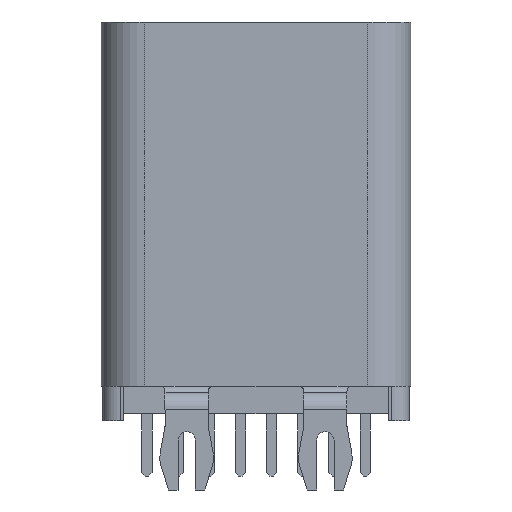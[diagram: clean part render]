
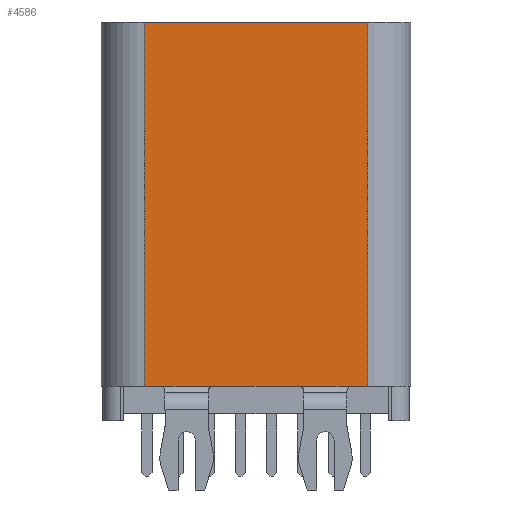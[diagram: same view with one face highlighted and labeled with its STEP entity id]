
A CAD part, front view. The second image highlights one B-rep face of the part: STEP entity #4586.
In plain terms, the highlighted planar face has unit normal (0, -1, 0).
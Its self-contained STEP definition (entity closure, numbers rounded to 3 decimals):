
#304=FACE_OUTER_BOUND('',#568,.T.);
#568=EDGE_LOOP('',(#3219,#3220,#3221,#3222,#3223,#3224,#3225,#3226));
#820=LINE('',#6640,#1362);
#825=LINE('',#6654,#1367);
#830=LINE('',#6668,#1372);
#873=LINE('',#6836,#1415);
#879=LINE('',#6851,#1421);
#885=LINE('',#6864,#1427);
#886=LINE('',#6865,#1428);
#887=LINE('',#6866,#1429);
#1362=VECTOR('',#5313,10.);
#1367=VECTOR('',#5324,10.);
#1372=VECTOR('',#5335,10.);
#1415=VECTOR('',#5456,10.);
#1421=VECTOR('',#5474,10.);
#1427=VECTOR('',#5488,10.);
#1428=VECTOR('',#5489,10.);
#1429=VECTOR('',#5490,10.);
#1903=VERTEX_POINT('',#6637);
#1904=VERTEX_POINT('',#6639);
#1909=VERTEX_POINT('',#6651);
#1910=VERTEX_POINT('',#6653);
#1915=VERTEX_POINT('',#6665);
#1916=VERTEX_POINT('',#6667);
#1961=VERTEX_POINT('',#6849);
#1964=VERTEX_POINT('',#6863);
#2356=EDGE_CURVE('',#1903,#1904,#820,.F.);
#2363=EDGE_CURVE('',#1909,#1910,#825,.F.);
#2370=EDGE_CURVE('',#1915,#1916,#830,.F.);
#2435=EDGE_CURVE('',#1910,#1903,#873,.F.);
#2442=EDGE_CURVE('',#1904,#1961,#879,.T.);
#2449=EDGE_CURVE('',#1964,#1915,#885,.T.);
#2450=EDGE_CURVE('',#1961,#1964,#886,.T.);
#2451=EDGE_CURVE('',#1909,#1916,#887,.F.);
#3219=ORIENTED_EDGE('',*,*,#2449,.F.);
#3220=ORIENTED_EDGE('',*,*,#2450,.F.);
#3221=ORIENTED_EDGE('',*,*,#2442,.F.);
#3222=ORIENTED_EDGE('',*,*,#2356,.F.);
#3223=ORIENTED_EDGE('',*,*,#2435,.F.);
#3224=ORIENTED_EDGE('',*,*,#2363,.F.);
#3225=ORIENTED_EDGE('',*,*,#2451,.T.);
#3226=ORIENTED_EDGE('',*,*,#2370,.F.);
#4373=PLANE('',#4934);
#4586=ADVANCED_FACE('',(#304),#4373,.T.);
#4934=AXIS2_PLACEMENT_3D('',#6862,#5486,#5487);
#5313=DIRECTION('',(1.,0.,0.));
#5324=DIRECTION('',(1.,0.,0.));
#5335=DIRECTION('',(1.,0.,0.));
#5456=DIRECTION('',(1.,0.,0.));
#5474=DIRECTION('',(0.,0.,1.));
#5486=DIRECTION('center_axis',(0.,-1.,0.));
#5487=DIRECTION('ref_axis',(1.,0.,0.));
#5488=DIRECTION('',(0.,0.,-1.));
#5489=DIRECTION('',(1.,0.,0.));
#5490=DIRECTION('',(-1.,0.,0.));
#6637=CARTESIAN_POINT('',(-2.775,-1.58,1.));
#6639=CARTESIAN_POINT('',(-3.22,-1.58,1.));
#6640=CARTESIAN_POINT('',(-2.235,-1.58,1.));
#6651=CARTESIAN_POINT('',(1.225,-1.58,1.));
#6653=CARTESIAN_POINT('',(-1.225,-1.58,1.));
#6654=CARTESIAN_POINT('',(-2.235,-1.58,1.));
#6665=CARTESIAN_POINT('',(3.22,-1.58,1.));
#6667=CARTESIAN_POINT('',(2.775,-1.58,1.));
#6668=CARTESIAN_POINT('',(-2.235,-1.58,1.));
#6836=CARTESIAN_POINT('',(-2.235,-1.58,1.));
#6849=CARTESIAN_POINT('',(-3.22,-1.58,11.5));
#6851=CARTESIAN_POINT('',(-3.22,-1.58,0.));
#6862=CARTESIAN_POINT('Origin',(-4.47,-1.58,0.));
#6863=CARTESIAN_POINT('',(3.22,-1.58,11.5));
#6864=CARTESIAN_POINT('',(3.22,-1.58,0.));
#6865=CARTESIAN_POINT('',(4.47,-1.58,11.5));
#6866=CARTESIAN_POINT('',(4.235,-1.58,1.));
